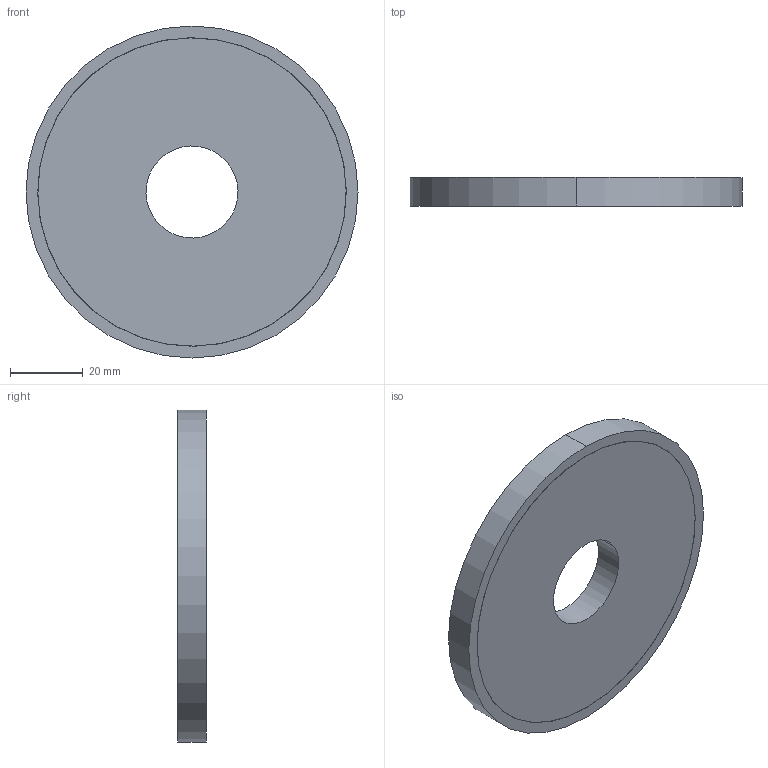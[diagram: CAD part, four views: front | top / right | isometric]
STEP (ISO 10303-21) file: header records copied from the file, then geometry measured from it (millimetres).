
FILE_DESCRIPTION (( 'STEP AP214' ), '1' );
FILE_NAME ('G58H_Step.STEP', '2020-07-30T18:24:10', ( '' ), ( '' ), 'SwSTEP 2.0', 'SolidWorks 2017', '' );
FILE_SCHEMA (( 'AUTOMOTIVE_DESIGN' ));
Length unit declared in the file: inch
Products named in the file (3): P58Hub; G58H_Step; P58H
Assembly tree (2 placements, depth 2):
  G58H_Step
    P58H
    P58Hub
Bounding box: 91.57 x 7.9 x 91.57 mm (x, y, z)
Volume: 44637.1 mm3; surface area: 20251.5 mm2
Topology: 2 solids, 2 shells, 142 faces, 366 edges, 244 vertices
Faces by surface type: plane 86, cone 32, cylinder 24
Entity records: 4550 total; most frequent: CARTESIAN_POINT 961, ORIENTED_EDGE 732, DIRECTION 708, EDGE_CURVE 366, AXIS2_PLACEMENT_3D 259, VERTEX_POINT 244, LINE 190, VECTOR 190
